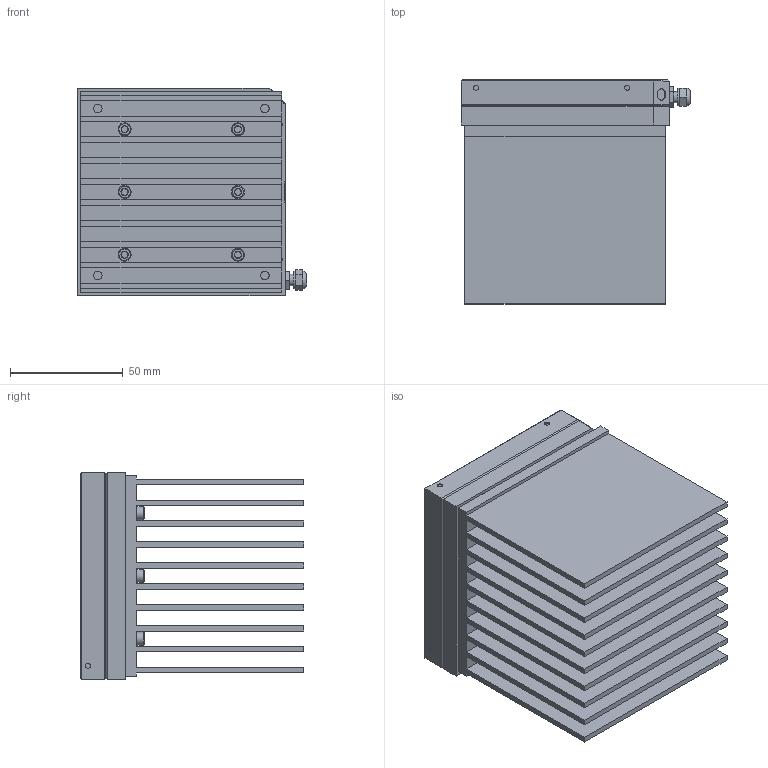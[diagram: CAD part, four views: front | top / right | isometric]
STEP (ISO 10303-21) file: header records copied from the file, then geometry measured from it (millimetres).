
FILE_DESCRIPTION (( 'STEP AP214' ), '1' );
FILE_NAME ('SK-9696A QE65LP-H-MB.STEP', '2021-12-16T19:07:46', ( '' ), ( '' ), 'SwSTEP 2.0', 'SolidWorks 2020', '' );
FILE_SCHEMA (( 'AUTOMOTIVE_DESIGN' ));
Length unit declared in the file: millimetre
Products named in the file (3): SK-9696 QE65LP-H-MB; SK-9696A QE65LP-H-MB; 100294
Assembly tree (2 placements, depth 2):
  SK-9696A QE65LP-H-MB
    SK-9696 QE65LP-H-MB
    100294
Bounding box: 101.5 x 99.2 x 92 mm (x, y, z)
Volume: 369301.8 mm3; surface area: 166952.1 mm2
Topology: 6 solids, 12 shells, 3160 faces, 8914 edges, 5880 vertices
Faces by surface type: plane 2911, cylinder 123, cone 101, bspline 20, torus 5
Full cylindrical faces by diameter (mm): 2.261 x3, 3.264 x4, 3.3 x1, 3.505 x54, 3.797 x4, 3.9 x6, 4.039 x1, 4.4 x1, 5 x1, 5.105 x2, 5.74 x6, 6 x1, 6.477 x4, 7.8 x1
Entity records: 145123 total; most frequent: CARTESIAN_POINT 31816, ORIENTED_EDGE 17234, DIRECTION 14891, EDGE_CURVE 8617, LINE 8209, VECTOR 8209, VERTEX_POINT 5718, AXIS2_PLACEMENT_3D 3341
